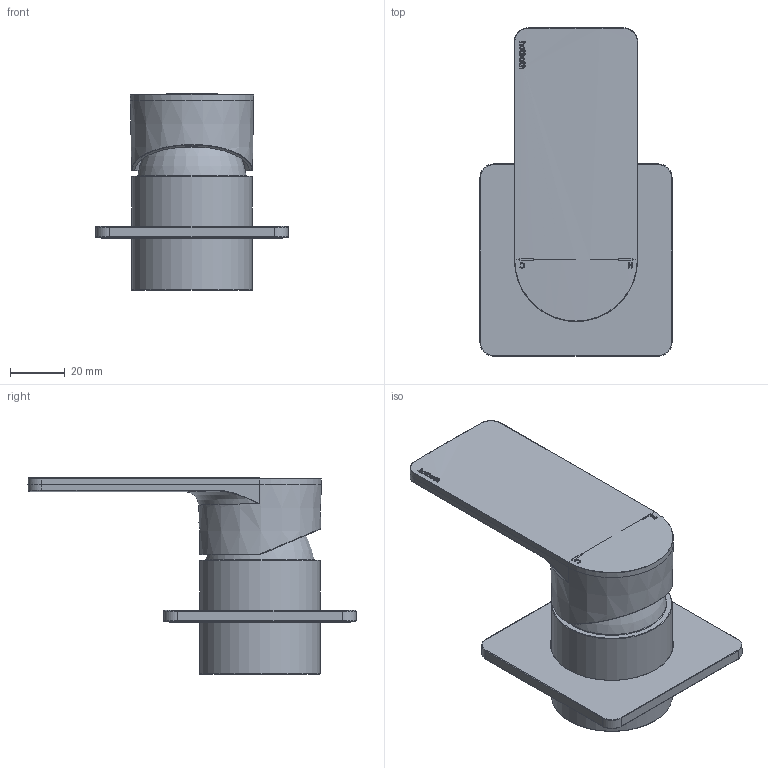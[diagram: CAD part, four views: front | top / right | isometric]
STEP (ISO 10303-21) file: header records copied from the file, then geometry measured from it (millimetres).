
FILE_DESCRIPTION(/* description */ ('Unknown'),/* implementation_level */ '2;1');
FILE_NAME(/* name */ 'GL031',/* time_stamp */ '2021-04-06T10:10:58+02:00',/* author */ ('Unknown'),/* organization */ ('Unknown'),/* preprocessor_version */ 'ST-DEVELOPER v16.7',/* originating_system */ 'DEX',/* authorisation */ $);
FILE_SCHEMA (('AUTOMOTIVE_DESIGN {1 0 10303 214 3 1 1}'));
Length unit declared in the file: millimetre
Products named in the file (8): GL031EXT-00; GL031-05; GL031-03; GL031-04; BR005-21; GL031-02; GL031-001_oa_0; GL003-09
Assembly tree (7 placements, depth 3):
  GL031EXT-00
    GL031-05
    GL031-03
    GL031-04
    BR005-21
    GL031-02
    GL031-001_oa_0
      GL003-09
Bounding box: 70 x 119.5 x 71.51 mm (x, y, z)
Volume: 54391 mm3; surface area: 43753.3 mm2
Topology: 6 solids, 6 shells, 430 faces, 1043 edges, 619 vertices
Faces by surface type: plane 153, bspline 118, cylinder 80, torus 40, sphere 21, cone 18
Full cylindrical faces by diameter (mm): 3.242 x1, 4 x1, 4.5 x1, 29.7 x1, 30.376 x2, 40.5 x1, 44 x1, 44.5 x2, 47 x1, 60 x2, 66 x2
Entity records: 16258 total; most frequent: CARTESIAN_POINT 4328, ORIENTED_EDGE 1938, DIRECTION 1735, EDGE_CURVE 969, AXIS2_PLACEMENT_3D 677, VERTEX_POINT 607, FACE_BOUND 496, EDGE_LOOP 494
